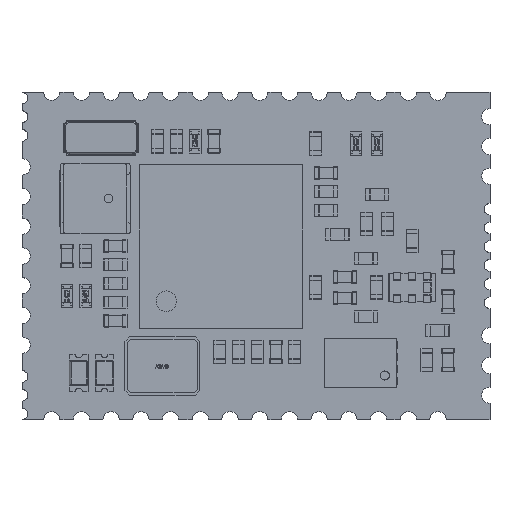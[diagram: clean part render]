
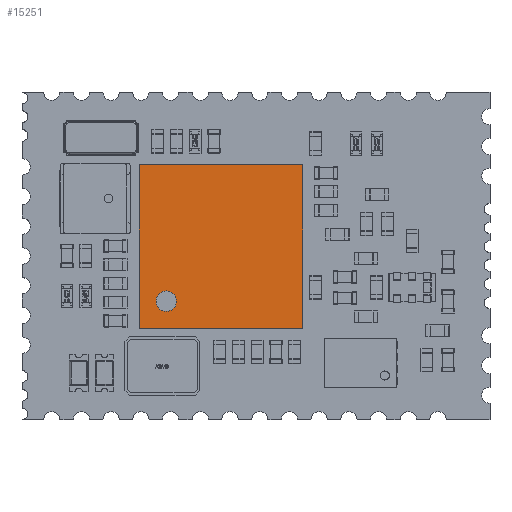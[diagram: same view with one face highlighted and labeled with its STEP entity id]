
A CAD part, top view. The second image highlights one B-rep face of the part: STEP entity #15251.
In plain terms, the highlighted planar face has unit normal (0, 0, 1).
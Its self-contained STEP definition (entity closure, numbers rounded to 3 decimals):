
#15187 = VERTEX_POINT('',#15188);
#15188 = CARTESIAN_POINT('',(0.,0.,0.87));
#15203 = VERTEX_POINT('',#15204);
#15204 = CARTESIAN_POINT('',(0.,7.,0.87));
#15210 = EDGE_CURVE('',#15187,#15203,#15211,.T.);
#15211 = LINE('',#15212,#15213);
#15212 = CARTESIAN_POINT('',(0.,0.,0.87));
#15213 = VECTOR('',#15214,1.);
#15214 = DIRECTION('',(0.,1.,0.));
#15233 = EDGE_CURVE('',#15187,#15234,#15236,.T.);
#15234 = VERTEX_POINT('',#15235);
#15235 = CARTESIAN_POINT('',(7.,0.,0.87));
#15236 = LINE('',#15237,#15238);
#15237 = CARTESIAN_POINT('',(0.,0.,0.87));
#15238 = VECTOR('',#15239,1.);
#15239 = DIRECTION('',(1.,0.,0.));
#15251 = ADVANCED_FACE('',(#15252,#15270),#15281,.T.);
#15252 = FACE_BOUND('',#15253,.T.);
#15253 = EDGE_LOOP('',(#15254,#15255,#15256,#15264));
#15254 = ORIENTED_EDGE('',*,*,#15210,.F.);
#15255 = ORIENTED_EDGE('',*,*,#15233,.T.);
#15256 = ORIENTED_EDGE('',*,*,#15257,.T.);
#15257 = EDGE_CURVE('',#15234,#15258,#15260,.T.);
#15258 = VERTEX_POINT('',#15259);
#15259 = CARTESIAN_POINT('',(7.,7.,0.87));
#15260 = LINE('',#15261,#15262);
#15261 = CARTESIAN_POINT('',(7.,0.,0.87));
#15262 = VECTOR('',#15263,1.);
#15263 = DIRECTION('',(0.,1.,0.));
#15264 = ORIENTED_EDGE('',*,*,#15265,.F.);
#15265 = EDGE_CURVE('',#15203,#15258,#15266,.T.);
#15266 = LINE('',#15267,#15268);
#15267 = CARTESIAN_POINT('',(0.,7.,0.87));
#15268 = VECTOR('',#15269,1.);
#15269 = DIRECTION('',(1.,0.,0.));
#15270 = FACE_BOUND('',#15271,.T.);
#15271 = EDGE_LOOP('',(#15272));
#15272 = ORIENTED_EDGE('',*,*,#15273,.F.);
#15273 = EDGE_CURVE('',#15274,#15274,#15276,.T.);
#15274 = VERTEX_POINT('',#15275);
#15275 = CARTESIAN_POINT('',(1.604,5.833,0.87));
#15276 = CIRCLE('',#15277,0.438);
#15277 = AXIS2_PLACEMENT_3D('',#15278,#15279,#15280);
#15278 = CARTESIAN_POINT('',(1.167,5.833,0.87));
#15279 = DIRECTION('',(0.,0.,1.));
#15280 = DIRECTION('',(1.,0.,0.));
#15281 = PLANE('',#15282);
#15282 = AXIS2_PLACEMENT_3D('',#15283,#15284,#15285);
#15283 = CARTESIAN_POINT('',(0.,0.,0.87));
#15284 = DIRECTION('',(0.,0.,1.));
#15285 = DIRECTION('',(1.,0.,0.));
